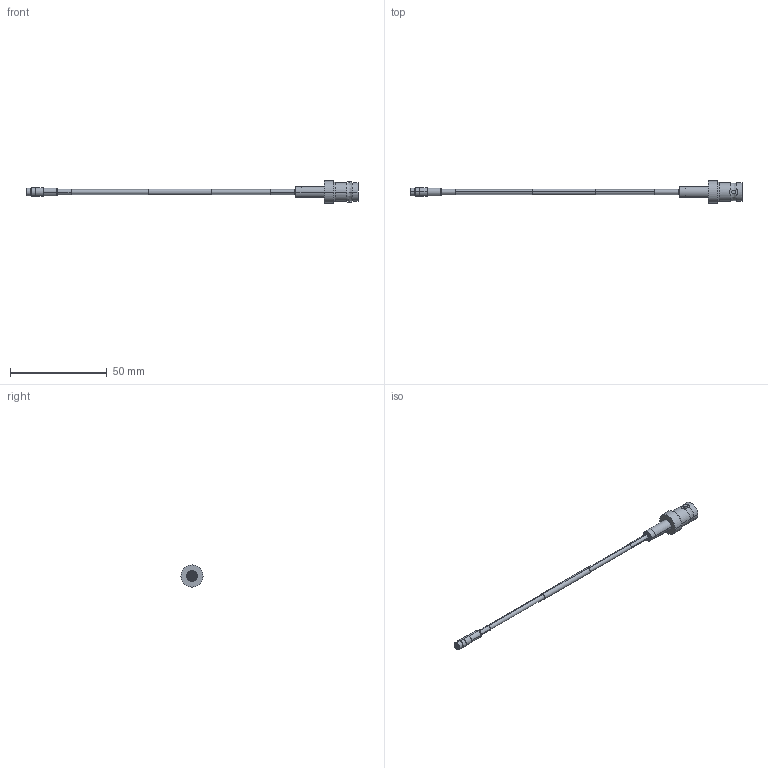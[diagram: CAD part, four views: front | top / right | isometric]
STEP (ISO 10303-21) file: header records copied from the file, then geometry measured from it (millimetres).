
FILE_DESCRIPTION (( 'STEP AP214' ), '1' );
FILE_NAME ('FMC00664_3D.step', '2023-03-06T20:18:21', ( '' ), ( '' ), 'SwSTEP 2.0', 'SolidWorks 2022', '' );
FILE_SCHEMA (( 'AUTOMOTIVE_DESIGN' ));
Length unit declared in the file: inch
Products named in the file (6): heat shrink conn 1^FMC00664_conn 1; RG316 Ø.102 jacket^FMC00664; FMC00664_3D; heat shrink conn 2^FMC00664_conn 1; FMCN1352^FMC00664; SC9561^FMC00664
Assembly tree (5 placements, depth 2):
  FMC00664_3D
    RG316 Ø.102 jacket^FMC00664
    SC9561^FMC00664
    heat shrink conn 1^FMC00664_conn 1
    FMCN1352^FMC00664
    heat shrink conn 2^FMC00664_conn 1
Bounding box: 171.47 x 11.43 x 11.43 mm (x, y, z)
Volume: 2187.7 mm3; surface area: 4952.8 mm2
Topology: 8 solids, 9 shells, 1247 faces, 2621 edges, 1407 vertices
Faces by surface type: bspline 787, cylinder 278, plane 129, cone 37, torus 16
Entity records: 128803 total; most frequent: CARTESIAN_POINT 110181, ORIENTED_EDGE 5242, EDGE_CURVE 2621, B_SPLINE_CURVE_WITH_KNOTS 1689, DIRECTION 1613, VERTEX_POINT 1407, EDGE_LOOP 1272, ADVANCED_FACE 1247
